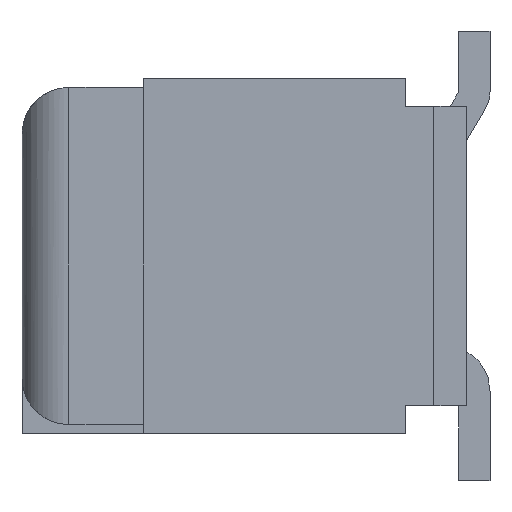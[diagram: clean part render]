
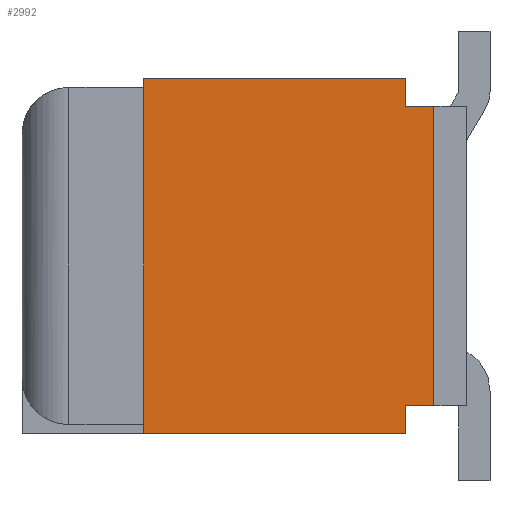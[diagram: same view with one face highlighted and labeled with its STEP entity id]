
A CAD part, left-side view. The second image highlights one B-rep face of the part: STEP entity #2992.
In plain terms, the highlighted planar face has unit normal (-1, 0, 0).
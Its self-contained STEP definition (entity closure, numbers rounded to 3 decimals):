
#1510=EDGE_CURVE('',#2410,#2274,#4367,.T.);
#1660=EDGE_CURVE('',#3594,#2370,#4531,.T.);
#1868=EDGE_CURVE('',#2814,#2370,#4760,.T.);
#1948=EDGE_CURVE('',#2410,#3642,#4848,.T.);
#2274=VERTEX_POINT('',#5195);
#2370=VERTEX_POINT('',#5297);
#2410=VERTEX_POINT('',#5341);
#2634=VERTEX_POINT('',#5584);
#2662=EDGE_CURVE('',#3594,#3200,#5613,.T.);
#2798=EDGE_CURVE('',#2274,#3292,#5765,.T.);
#2814=VERTEX_POINT('',#5781);
#2836=VERTEX_POINT('',#5805);
#2992=ADVANCED_FACE('',(#5973),#5974,.F.);
#3200=VERTEX_POINT('',#6203);
#3292=VERTEX_POINT('',#6303);
#3294=EDGE_CURVE('',#3200,#2634,#6305,.T.);
#3358=EDGE_CURVE('',#3292,#2836,#6377,.T.);
#3594=VERTEX_POINT('',#6632);
#3642=VERTEX_POINT('',#6685);
#3646=EDGE_CURVE('',#2836,#2814,#6690,.T.);
#4152=EDGE_CURVE('',#2634,#3642,#7231,.T.);
#4367=LINE('',#7499,#7500);
#4531=LINE('',#7745,#7746);
#4760=LINE('',#8066,#8067);
#4848=LINE('',#8202,#8203);
#5195=CARTESIAN_POINT('',(-5.0,0.9,-1.6));
#5297=CARTESIAN_POINT('',(-5.0,0.9,1.9));
#5341=CARTESIAN_POINT('',(-5.0,0.9,-1.9));
#5584=CARTESIAN_POINT('',(-5.0,3.7,-1.8));
#5613=LINE('',#9322,#9323);
#5765=LINE('',#9538,#9539);
#5781=CARTESIAN_POINT('',(-5.0,0.9,1.6));
#5805=CARTESIAN_POINT('',(-5.0,0.6,1.6));
#5973=FACE_OUTER_BOUND('',#9847,.T.);
#5974=PLANE('',#9848);
#6203=CARTESIAN_POINT('',(-5.0,3.7,1.8));
#6303=CARTESIAN_POINT('',(-5.0,0.6,-1.6));
#6305=LINE('',#10320,#10321);
#6377=LINE('',#10420,#10421);
#6632=CARTESIAN_POINT('',(-5.0,3.7,1.9));
#6685=CARTESIAN_POINT('',(-5.0,3.7,-1.9));
#6690=LINE('',#10862,#10863);
#7231=LINE('',#11665,#11666);
#7499=CARTESIAN_POINT('',(-5.0,0.9,-0.875));
#7500=VECTOR('',#11973,1.0);
#7745=CARTESIAN_POINT('',(-5.0,1.975,1.9));
#7746=VECTOR('',#12132,1.0);
#8066=CARTESIAN_POINT('',(-5.0,0.9,0.875));
#8067=VECTOR('',#12389,1.0);
#8202=CARTESIAN_POINT('',(-5.0,1.975,-1.9));
#8203=VECTOR('',#12533,1.0);
#9322=CARTESIAN_POINT('',(-5.0,3.7,0.0));
#9323=VECTOR('',#13192,1.0);
#9538=CARTESIAN_POINT('',(-5.0,1.213,-1.6));
#9539=VECTOR('',#13353,1.0);
#9847=EDGE_LOOP('',(#13561,#13562,#13563,#13564,#13565,#13566,#13567,#13568,#13569,#13570));
#9848=AXIS2_PLACEMENT_3D('',#13571,#13572,#13573);
#10320=CARTESIAN_POINT('',(-5.0,3.7,0.0));
#10321=VECTOR('',#13910,1.0);
#10420=CARTESIAN_POINT('',(-5.0,0.6,0.0));
#10421=VECTOR('',#14006,1.0);
#10862=CARTESIAN_POINT('',(-5.0,1.213,1.6));
#10863=VECTOR('',#14309,1.0);
#11665=CARTESIAN_POINT('',(-5.0,3.7,0.0));
#11666=VECTOR('',#14758,1.0);
#11973=DIRECTION('',(-0.0,0.0,1.0));
#12132=DIRECTION('',(0.0,-1.0,0.0));
#12389=DIRECTION('',(-0.0,0.0,1.0));
#12533=DIRECTION('',(0.0,1.0,0.0));
#13192=DIRECTION('',(0.0,0.0,-1.0));
#13353=DIRECTION('',(0.0,-1.0,0.0));
#13561=ORIENTED_EDGE('',*,*,#2798,.T.);
#13562=ORIENTED_EDGE('',*,*,#3358,.T.);
#13563=ORIENTED_EDGE('',*,*,#3646,.T.);
#13564=ORIENTED_EDGE('',*,*,#1868,.T.);
#13565=ORIENTED_EDGE('',*,*,#1660,.F.);
#13566=ORIENTED_EDGE('',*,*,#2662,.T.);
#13567=ORIENTED_EDGE('',*,*,#3294,.T.);
#13568=ORIENTED_EDGE('',*,*,#4152,.T.);
#13569=ORIENTED_EDGE('',*,*,#1948,.F.);
#13570=ORIENTED_EDGE('',*,*,#1510,.T.);
#13571=CARTESIAN_POINT('',(-5.0,1.975,0.0));
#13572=DIRECTION('',(1.0,0.0,0.0));
#13573=DIRECTION('',(0.0,0.0,-1.0));
#13910=DIRECTION('',(0.0,0.0,-1.0));
#14006=DIRECTION('',(-0.0,0.0,1.0));
#14309=DIRECTION('',(0.0,1.0,0.0));
#14758=DIRECTION('',(0.0,0.0,-1.0));
